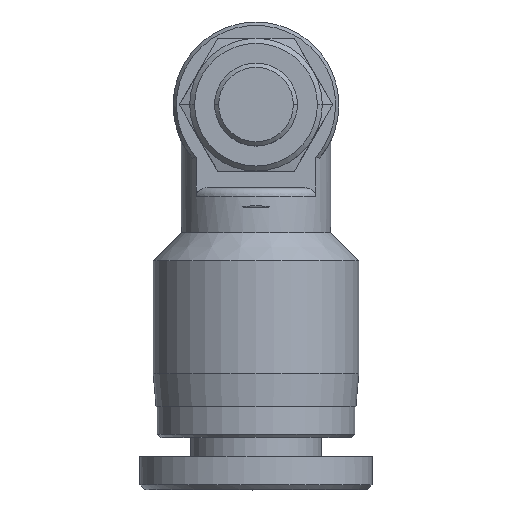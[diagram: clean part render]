
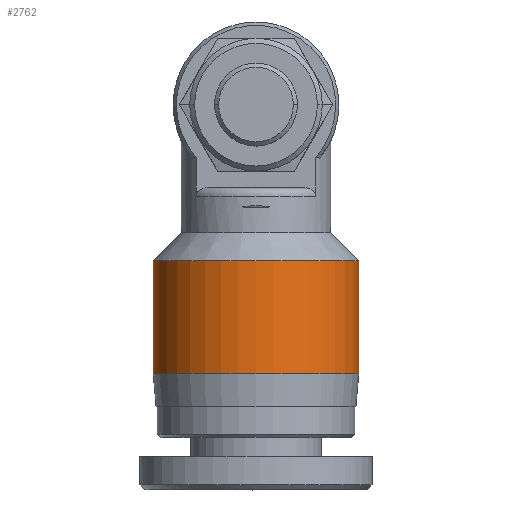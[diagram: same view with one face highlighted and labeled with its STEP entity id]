
A CAD part, top view. The second image highlights one B-rep face of the part: STEP entity #2762.
In plain terms, the highlighted cylindrical face has radius 6.2 mm (diameter 12.4 mm), a partial arc.
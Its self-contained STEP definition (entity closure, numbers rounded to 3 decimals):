
#141=CARTESIAN_POINT('',(-6.206,-0.3,-2.75));
#142=VERTEX_POINT('',#141);
#151=CARTESIAN_POINT('',(6.194,-0.3,-2.75));
#152=VERTEX_POINT('',#151);
#153=CARTESIAN_POINT('',(-0.006,-0.3,-2.75));
#154=DIRECTION('',(0.0,1.0,0.0));
#155=DIRECTION('',(-1.0,0.0,0.0));
#156=AXIS2_PLACEMENT_3D('',#153,#154,#155);
#157=CIRCLE('',#156,6.2);
#158=EDGE_CURVE('',#142,#152,#157,.T.);
#397=CARTESIAN_POINT('',(6.194,-7.1,-2.75));
#398=VERTEX_POINT('',#397);
#399=CARTESIAN_POINT('',(6.194,-7.1,-2.75));
#400=DIRECTION('',(0.0,1.0,0.0));
#401=VECTOR('',#400,6.8);
#402=LINE('',#399,#401);
#403=EDGE_CURVE('',#398,#152,#402,.T.);
#405=CARTESIAN_POINT('',(-6.206,-7.1,-2.75));
#406=VERTEX_POINT('',#405);
#414=CARTESIAN_POINT('',(-6.206,-7.1,-2.75));
#415=DIRECTION('',(0.0,1.0,0.0));
#416=VECTOR('',#415,6.8);
#417=LINE('',#414,#416);
#418=EDGE_CURVE('',#406,#142,#417,.T.);
#2741=CARTESIAN_POINT('',(-0.006,-7.1,-2.75));
#2742=DIRECTION('',(0.0,-1.0,0.0));
#2743=DIRECTION('',(-1.0,0.0,0.0));
#2744=AXIS2_PLACEMENT_3D('',#2741,#2742,#2743);
#2745=CIRCLE('',#2744,6.2);
#2746=EDGE_CURVE('',#398,#406,#2745,.T.);
#2751=CARTESIAN_POINT('',(-0.006,1.4,-2.75));
#2752=DIRECTION('',(0.0,-1.0,0.0));
#2753=DIRECTION('',(1.0,0.0,0.0));
#2754=AXIS2_PLACEMENT_3D('',#2751,#2752,#2753);
#2755=CYLINDRICAL_SURFACE('',#2754,6.2);
#2756=ORIENTED_EDGE('',*,*,#403,.T.);
#2757=ORIENTED_EDGE('',*,*,#158,.F.);
#2758=ORIENTED_EDGE('',*,*,#418,.F.);
#2759=ORIENTED_EDGE('',*,*,#2746,.F.);
#2760=EDGE_LOOP('',(#2756,#2757,#2758,#2759));
#2761=FACE_OUTER_BOUND('',#2760,.T.);
#2762=ADVANCED_FACE('',(#2761),#2755,.T.);
